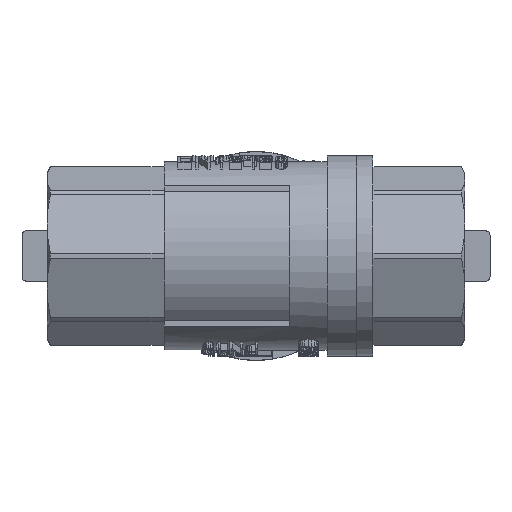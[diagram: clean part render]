
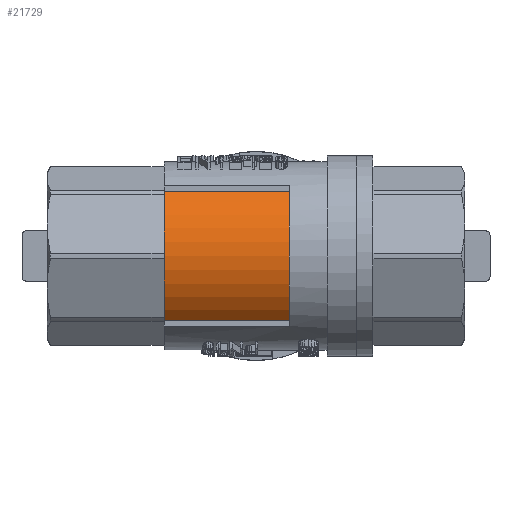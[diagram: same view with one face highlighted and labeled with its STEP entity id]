
A CAD part, front view. The second image highlights one B-rep face of the part: STEP entity #21729.
In plain terms, the highlighted cylindrical face has radius 10.75 mm (diameter 21.5 mm), a partial arc.
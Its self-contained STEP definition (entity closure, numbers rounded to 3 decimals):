
#1989=LINE('',#43464,#3297);
#2479=LINE('',#45806,#3787);
#3297=VECTOR('',#34640,1000.);
#3787=VECTOR('',#37346,1000.);
#8350=ORIENTED_EDGE('',*,*,#13926,.F.);
#8351=ORIENTED_EDGE('',*,*,#13925,.T.);
#8352=ORIENTED_EDGE('',*,*,#12762,.T.);
#8353=ORIENTED_EDGE('',*,*,#12494,.F.);
#12494=EDGE_CURVE('',#15825,#15826,#18027,.T.);
#12762=EDGE_CURVE('',#16054,#15826,#1989,.T.);
#13925=EDGE_CURVE('',#16797,#16054,#18128,.T.);
#13926=EDGE_CURVE('',#16797,#15825,#2479,.T.);
#15825=VERTEX_POINT('',#42428);
#15826=VERTEX_POINT('',#42429);
#16054=VERTEX_POINT('',#43465);
#16797=VERTEX_POINT('',#45802);
#18027=CIRCLE('',#30607,10.75);
#18128=CIRCLE('',#31956,10.75);
#18937=EDGE_LOOP('',(#8350,#8351,#8352,#8353));
#20304=FACE_BOUND('',#18937,.T.);
#21085=CYLINDRICAL_SURFACE('',#31957,10.75);
#21729=ADVANCED_FACE('',(#20304),#21085,.T.);
#30607=AXIS2_PLACEMENT_3D('',#42427,#34082,#34083);
#31956=AXIS2_PLACEMENT_3D('',#45804,#37342,#37343);
#31957=AXIS2_PLACEMENT_3D('',#45805,#37344,#37345);
#34082=DIRECTION('',(0.,0.,-1.));
#34083=DIRECTION('',(1.,0.,0.));
#34640=DIRECTION('',(0.,0.,-1.));
#37342=DIRECTION('',(0.,0.,-1.));
#37343=DIRECTION('',(1.,0.,0.));
#37344=DIRECTION('',(0.,0.,-1.));
#37345=DIRECTION('',(1.,0.,0.));
#37346=DIRECTION('',(0.,0.,-1.));
#42427=CARTESIAN_POINT('',(0.,0.,-24.288));
#42428=CARTESIAN_POINT('',(-7.701,7.5,-24.288));
#42429=CARTESIAN_POINT('',(7.701,7.5,-24.288));
#43464=CARTESIAN_POINT('',(7.701,7.5,-9.288));
#43465=CARTESIAN_POINT('',(7.701,7.5,-9.288));
#45802=CARTESIAN_POINT('',(-7.701,7.5,-9.288));
#45804=CARTESIAN_POINT('',(0.,0.,-9.288));
#45805=CARTESIAN_POINT('',(0.,0.,-9.288));
#45806=CARTESIAN_POINT('',(-7.701,7.5,-9.288));
